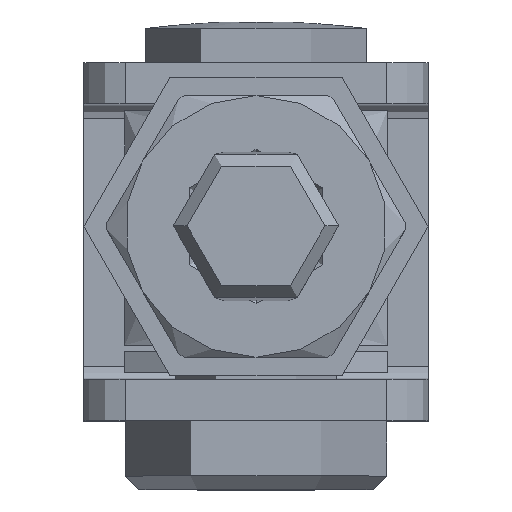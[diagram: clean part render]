
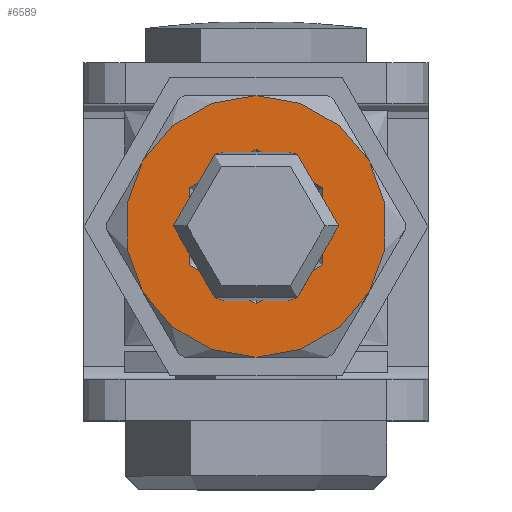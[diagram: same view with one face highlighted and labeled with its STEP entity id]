
A CAD part, top view. The second image highlights one B-rep face of the part: STEP entity #6589.
In plain terms, the highlighted face is planar.
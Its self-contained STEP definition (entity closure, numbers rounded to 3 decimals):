
#24 = DIRECTION ( 'NONE',  ( 0., 0., 1. ) ) ;
#263 = DIRECTION ( 'NONE',  ( 0., 1., 0. ) ) ;
#288 = ORIENTED_EDGE ( 'NONE', *, *, #14885, .F. ) ;
#554 = DIRECTION ( 'NONE',  ( 0., 0., 1. ) ) ;
#747 = ORIENTED_EDGE ( 'NONE', *, *, #6442, .F. ) ;
#861 = EDGE_CURVE ( 'NONE', #5466, #3694, #6346, .T. ) ;
#1068 = AXIS2_PLACEMENT_3D ( 'NONE', #6312, #2220, #2153 ) ;
#2153 = DIRECTION ( 'NONE',  ( 0., 0., 1. ) ) ;
#2220 = DIRECTION ( 'NONE',  ( 0., -1., 0. ) ) ;
#2227 = EDGE_CURVE ( 'NONE', #12643, #5466, #6330, .T. ) ;
#2272 = AXIS2_PLACEMENT_3D ( 'NONE', #10714, #3730, #5138 ) ;
#2286 = EDGE_LOOP ( 'NONE', ( #16371, #6506, #8428, #10140, #747, #288 ) ) ;
#2387 = DIRECTION ( 'NONE',  ( 0., 0., 1. ) ) ;
#3129 = CIRCLE ( 'NONE', #8950, 9.5 ) ;
#3555 = CARTESIAN_POINT ( 'NONE',  ( 0., 3.5, 9.5 ) ) ;
#3694 = VERTEX_POINT ( 'NONE', #3555 ) ;
#3730 = DIRECTION ( 'NONE',  ( 0., -1., 0. ) ) ;
#3865 = DIRECTION ( 'NONE',  ( 0., 0., -1. ) ) ;
#3923 = CARTESIAN_POINT ( 'NONE',  ( 0., 3.5, 0. ) ) ;
#4102 = PLANE ( 'NONE',  #16515 ) ;
#4487 = EDGE_LOOP ( 'NONE', ( #7980, #6095 ) ) ;
#4697 = VERTEX_POINT ( 'NONE', #16693 ) ;
#5138 = DIRECTION ( 'NONE',  ( 0., 0., 1. ) ) ;
#5466 = VERTEX_POINT ( 'NONE', #11979 ) ;
#5797 = DIRECTION ( 'NONE',  ( 0., -1., 0. ) ) ;
#6034 = CIRCLE ( 'NONE', #9993, 9.5 ) ;
#6095 = ORIENTED_EDGE ( 'NONE', *, *, #6758, .T. ) ;
#6312 = CARTESIAN_POINT ( 'NONE',  ( 0., 3.5, 0. ) ) ;
#6330 = CIRCLE ( 'NONE', #7764, 9.5 ) ;
#6346 = CIRCLE ( 'NONE', #1068, 9.5 ) ;
#6366 = AXIS2_PLACEMENT_3D ( 'NONE', #14565, #11910, #2387 ) ;
#6442 = EDGE_CURVE ( 'NONE', #16806, #7110, #6034, .T. ) ;
#6506 = ORIENTED_EDGE ( 'NONE', *, *, #861, .F. ) ;
#6589 = ADVANCED_FACE ( 'NONE', ( #17912, #10762 ), #4102, .T. ) ;
#6682 = CARTESIAN_POINT ( 'NONE',  ( 0., 3.5, -5.6 ) ) ;
#6758 = EDGE_CURVE ( 'NONE', #16734, #4697, #8798, .T. ) ;
#6898 = CARTESIAN_POINT ( 'NONE',  ( 8.227, 3.5, -4.75 ) ) ;
#7110 = VERTEX_POINT ( 'NONE', #7707 ) ;
#7333 = CARTESIAN_POINT ( 'NONE',  ( 0., 3.5, 0. ) ) ;
#7370 = CARTESIAN_POINT ( 'NONE',  ( 0., 3.5, 0. ) ) ;
#7703 = EDGE_CURVE ( 'NONE', #7110, #12643, #13116, .T. ) ;
#7707 = CARTESIAN_POINT ( 'NONE',  ( 0., 3.5, -9.5 ) ) ;
#7764 = AXIS2_PLACEMENT_3D ( 'NONE', #10930, #12312, #9703 ) ;
#7980 = ORIENTED_EDGE ( 'NONE', *, *, #12839, .T. ) ;
#8428 = ORIENTED_EDGE ( 'NONE', *, *, #2227, .F. ) ;
#8579 = DIRECTION ( 'NONE',  ( 0., 0., 1. ) ) ;
#8605 = AXIS2_PLACEMENT_3D ( 'NONE', #3923, #16303, #3865 ) ;
#8798 = CIRCLE ( 'NONE', #2272, 5.6 ) ;
#8950 = AXIS2_PLACEMENT_3D ( 'NONE', #7333, #5797, #8579 ) ;
#9227 = AXIS2_PLACEMENT_3D ( 'NONE', #7370, #14260, #554 ) ;
#9546 = CARTESIAN_POINT ( 'NONE',  ( -8.227, 3.5, -4.75 ) ) ;
#9703 = DIRECTION ( 'NONE',  ( 0., 0., 1. ) ) ;
#9799 = EDGE_CURVE ( 'NONE', #3694, #12159, #3129, .T. ) ;
#9993 = AXIS2_PLACEMENT_3D ( 'NONE', #10959, #15240, #24 ) ;
#10140 = ORIENTED_EDGE ( 'NONE', *, *, #7703, .F. ) ;
#10220 = DIRECTION ( 'NONE',  ( 0., 0., 1. ) ) ;
#10714 = CARTESIAN_POINT ( 'NONE',  ( 0., 3.5, 0. ) ) ;
#10762 = FACE_OUTER_BOUND ( 'NONE', #2286, .T. ) ;
#10930 = CARTESIAN_POINT ( 'NONE',  ( 0., 3.5, 0. ) ) ;
#10959 = CARTESIAN_POINT ( 'NONE',  ( 0., 3.5, 0. ) ) ;
#11905 = CIRCLE ( 'NONE', #9227, 5.6 ) ;
#11910 = DIRECTION ( 'NONE',  ( 0., -1., 0. ) ) ;
#11979 = CARTESIAN_POINT ( 'NONE',  ( 8.227, 3.5, 4.75 ) ) ;
#12159 = VERTEX_POINT ( 'NONE', #12646 ) ;
#12312 = DIRECTION ( 'NONE',  ( 0., -1., 0. ) ) ;
#12643 = VERTEX_POINT ( 'NONE', #6898 ) ;
#12646 = CARTESIAN_POINT ( 'NONE',  ( -8.227, 3.5, 4.75 ) ) ;
#12762 = CARTESIAN_POINT ( 'NONE',  ( 0., 3.5, 0. ) ) ;
#12839 = EDGE_CURVE ( 'NONE', #4697, #16734, #11905, .T. ) ;
#13116 = CIRCLE ( 'NONE', #8605, 9.5 ) ;
#14260 = DIRECTION ( 'NONE',  ( 0., -1., 0. ) ) ;
#14565 = CARTESIAN_POINT ( 'NONE',  ( 0., 3.5, 0. ) ) ;
#14885 = EDGE_CURVE ( 'NONE', #12159, #16806, #17705, .T. ) ;
#15240 = DIRECTION ( 'NONE',  ( 0., -1., 0. ) ) ;
#16303 = DIRECTION ( 'NONE',  ( 0., -1., 0. ) ) ;
#16371 = ORIENTED_EDGE ( 'NONE', *, *, #9799, .F. ) ;
#16515 = AXIS2_PLACEMENT_3D ( 'NONE', #12762, #263, #10220 ) ;
#16693 = CARTESIAN_POINT ( 'NONE',  ( 0., 3.5, 5.6 ) ) ;
#16734 = VERTEX_POINT ( 'NONE', #6682 ) ;
#16806 = VERTEX_POINT ( 'NONE', #9546 ) ;
#17705 = CIRCLE ( 'NONE', #6366, 9.5 ) ;
#17912 = FACE_BOUND ( 'NONE', #4487, .T. ) ;
